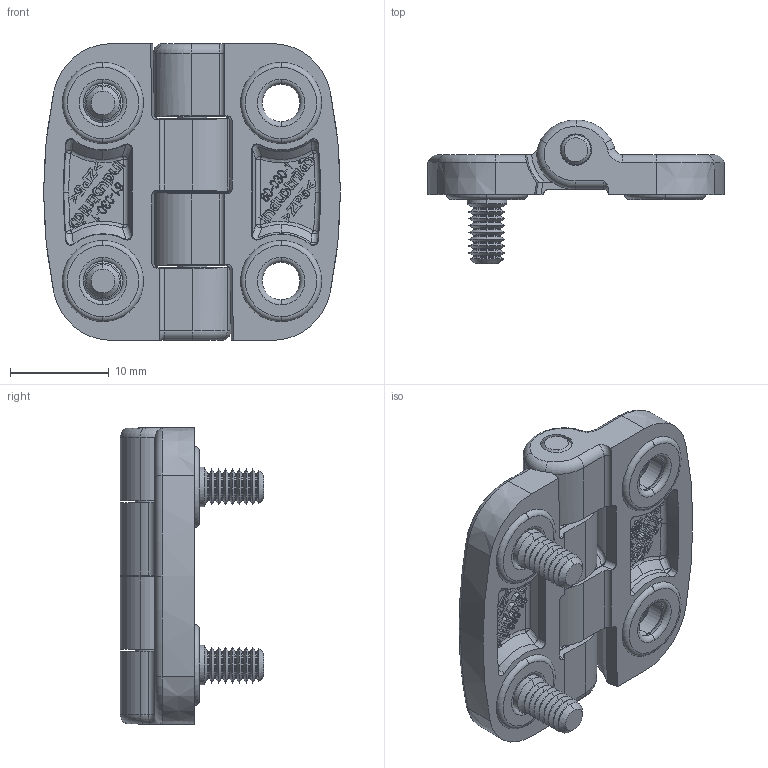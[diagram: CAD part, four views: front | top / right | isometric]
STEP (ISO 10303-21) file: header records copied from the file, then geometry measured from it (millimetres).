
FILE_DESCRIPTION (( 'STEP AP203' ), '1' );
FILE_NAME ('3216-620304-30_Industrilas.step', '2017-03-31T09:38:28', ( '' ), ( '' ), 'SwSTEP 2.0', 'SolidWorks 2008', '' );
FILE_SCHEMA (( 'CONFIG_CONTROL_DESIGN' ));
Length unit declared in the file: millimetre
Products named in the file (6): 00007478(30x30M4-(t酹))-1; 00009710(013090-010-4)-1; 00007478(30x30Ø4,2-(tät))-1; 00007479(30x30)-1-1; 00010697(321361-030-1-(pur)); 3216-620304-30_Industrilas
Assembly tree (6 placements, depth 3):
  3216-620304-30_Industrilas
    00007479(30x30)-1-1
    00010697(321361-030-1-(pur))
      00007478(30x30M4-(t酹))-1
      00009710(013090-010-4)-1  x2
    00007478(30x30Ø4,2-(tät))-1
Bounding box: 30 x 14.5 x 30 mm (x, y, z)
Volume: 3461.9 mm3; surface area: 4124.3 mm2
Topology: 5 solids, 5 shells, 1045 faces, 2630 edges, 1654 vertices
Faces by surface type: plane 509, cone 174, bspline 147, torus 127, cylinder 78, sphere 10
Entity records: 36372 total; most frequent: CARTESIAN_POINT 13591, ORIENTED_EDGE 4920, DIRECTION 4100, EDGE_CURVE 2460, VERTEX_POINT 1568, AXIS2_PLACEMENT_3D 1451, VECTOR 1198, LINE 1198
